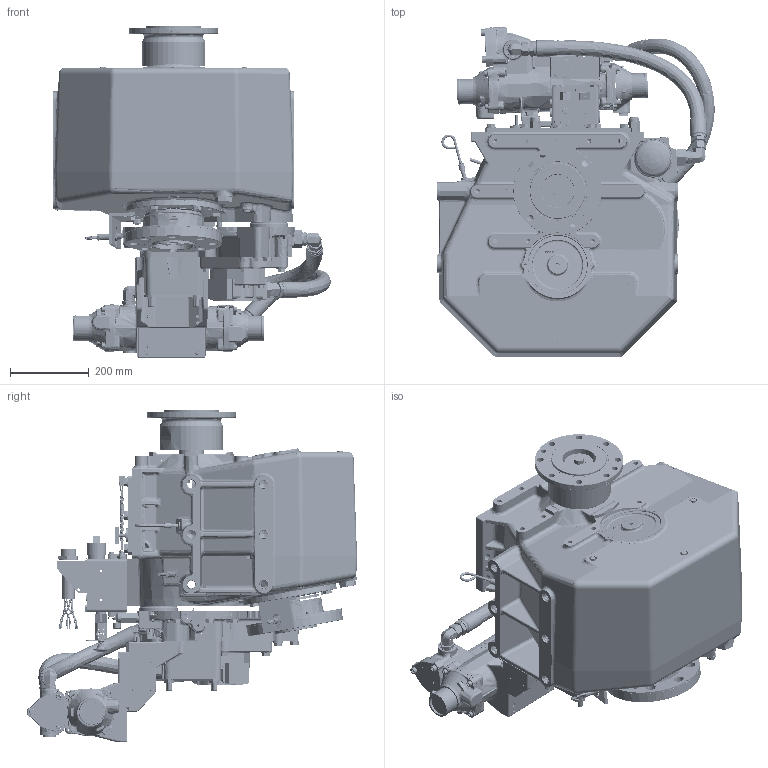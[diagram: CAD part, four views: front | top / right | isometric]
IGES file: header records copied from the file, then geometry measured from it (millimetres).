
Start section: SolidWorks IGES file using analytic representation for surfaces
Global section: file name: 1027597C.IGS; native system: SolidWorks 2010; preprocessor: SolidWorks 2010; author: DVandooren; date: 160310.174505; units: millimetre
Bounding box: 702.89 x 836.75 x 841.67 mm (x, y, z)
Surface area: 4932101 mm2 (no closed solid volume)
Topology: 0 solids, 0 shells, 8397 faces, 141117 edges, 140844 vertices
Faces by surface type: bspline 4783, revolution 3614
